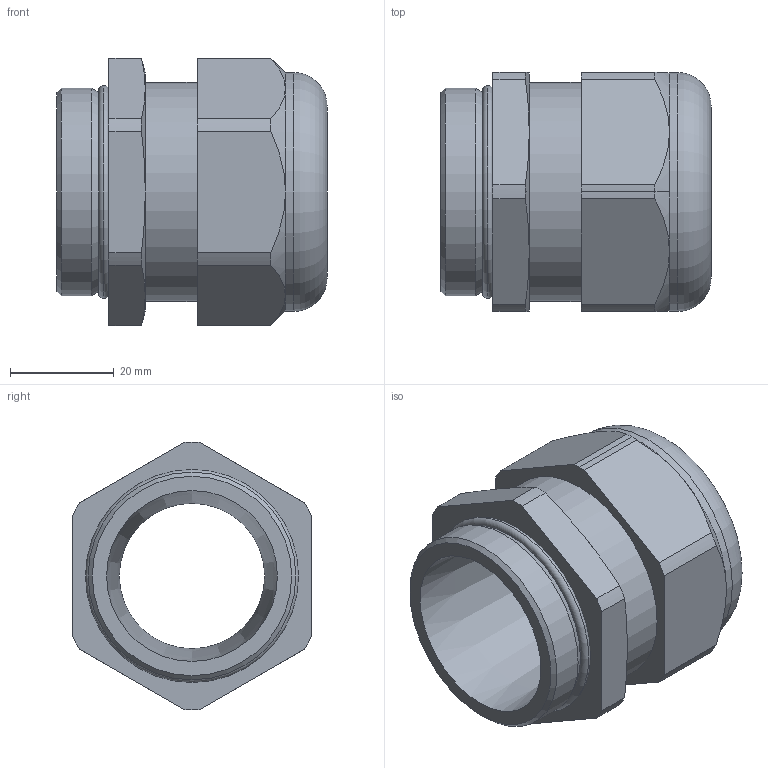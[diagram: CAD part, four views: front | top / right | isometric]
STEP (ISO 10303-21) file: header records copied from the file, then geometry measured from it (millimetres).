
FILE_DESCRIPTION(/* description */ ('Alibre Inc.'),/* implementation_level */ '2;1');
FILE_NAME(/* name */ 'export-129D5E93-AA3D-471F-88DF-CCD845C8FAA2',/* time_stamp */ '2021-04-24T15:23:00+02:00',/* author */ (''),/* organization */ (''),/* preprocessor_version */ 'ST-DEVELOPER v17',/* originating_system */ 'Alibre',/* authorisation */ '');
FILE_SCHEMA (('AUTOMOTIVE_DESIGN'));
Length unit declared in the file: millimetre
Products named in the file (1): _SKINTOP ST-M 40x1,5      Art. Nr. 53111450(F=28)
Bounding box: 52 x 46 x 51.6 mm (x, y, z)
Volume: 46233.2 mm3; surface area: 15058.8 mm2
Topology: 1 solids, 2 shells, 91 faces, 234 edges, 151 vertices
Faces by surface type: cylinder 36, plane 34, cone 17, torus 4
Full cylindrical faces by diameter (mm): 28 x1, 38.38 x2, 40 x1, 42.2 x1, 46 x1
Entity records: 2760 total; most frequent: CARTESIAN_POINT 524, ORIENTED_EDGE 468, DIRECTION 457, EDGE_CURVE 234, AXIS2_PLACEMENT_3D 194, VERTEX_POINT 151, VECTOR 107, LINE 107
